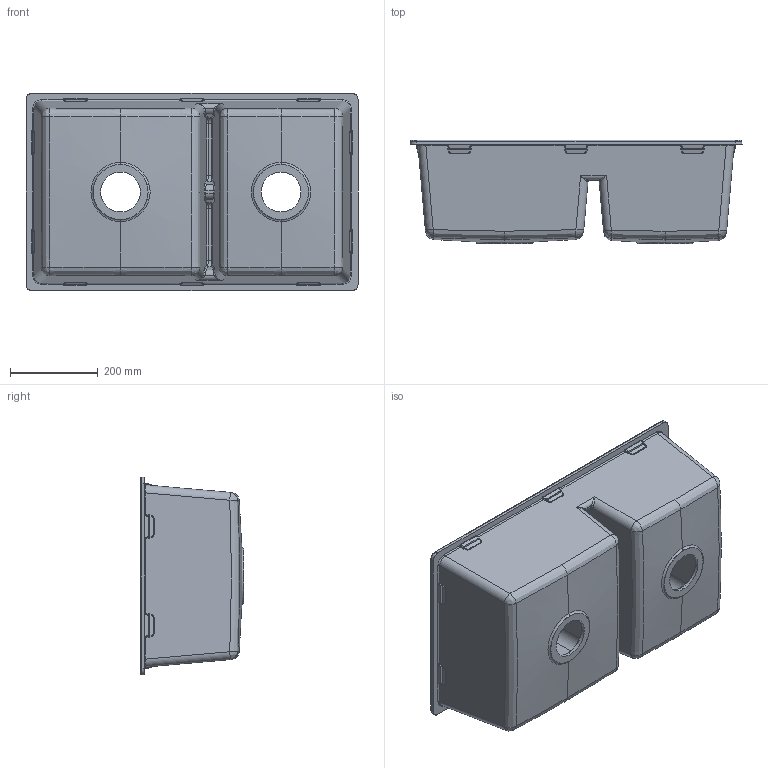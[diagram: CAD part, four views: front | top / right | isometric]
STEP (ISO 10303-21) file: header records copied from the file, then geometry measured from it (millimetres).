
FILE_DESCRIPTION((''),'2;1');
FILE_NAME('2402866-DKS301801-20201225','2021-05-14T',('Administrator'),(''),'CREO PARAMETRIC BY PTC INC, 2017170','CREO PARAMETRIC BY PTC INC, 2017170','');
FILE_SCHEMA(('CONFIG_CONTROL_DESIGN'));
Length unit declared in the file: millimetre
Products named in the file (1): 2402866-DKS301801-20201225
Bounding box: 754.98 x 235 x 449.98 mm (x, y, z)
Volume: 8184648 mm3; surface area: 1720709.5 mm2
Topology: 1 solids, 1 shells, 631 faces, 1516 edges, 886 vertices
Faces by surface type: bspline 296, cylinder 176, plane 123, cone 24, torus 12
Entity records: 33609 total; most frequent: CARTESIAN_POINT 21246, ORIENTED_EDGE 3028, DIRECTION 1930, EDGE_CURVE 1514, VERTEX_POINT 886, AXIS2_PLACEMENT_3D 723, B_SPLINE_CURVE_WITH_KNOTS 642, EDGE_LOOP 636
